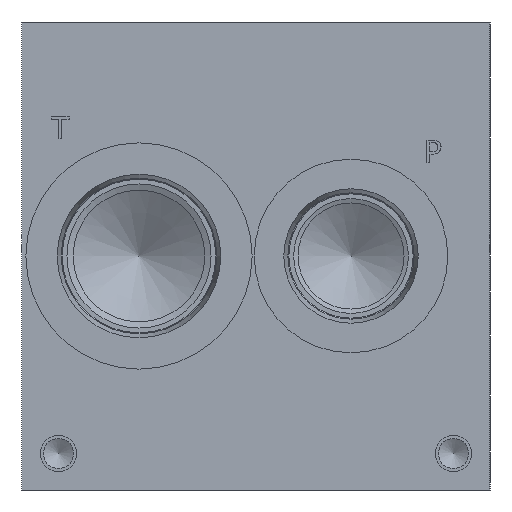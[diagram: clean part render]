
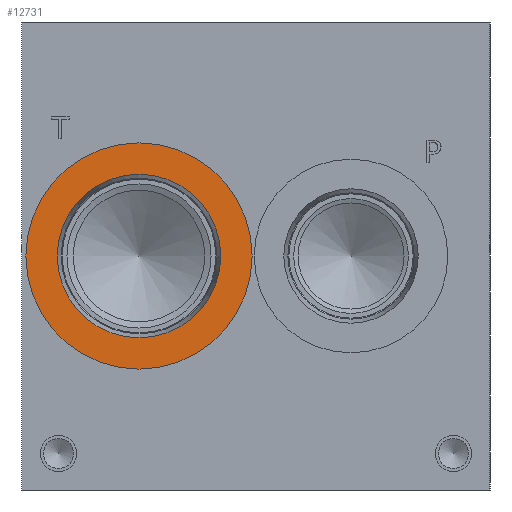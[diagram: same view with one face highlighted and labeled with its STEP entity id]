
A CAD part, left-side view. The second image highlights one B-rep face of the part: STEP entity #12731.
In plain terms, the highlighted planar face has unit normal (-1, 0, 0).
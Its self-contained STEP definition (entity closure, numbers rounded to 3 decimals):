
#231=CIRCLE('',#13327,24.562);
#232=CIRCLE('',#13328,24.562);
#233=CIRCLE('',#13330,17.755);
#234=CIRCLE('',#13331,17.755);
#510=FACE_BOUND('',#2298,.T.);
#1569=FACE_OUTER_BOUND('',#2297,.T.);
#2297=EDGE_LOOP('',(#10675,#10676));
#2298=EDGE_LOOP('',(#10677,#10678));
#5779=VERTEX_POINT('',#21523);
#5780=VERTEX_POINT('',#21525);
#5781=VERTEX_POINT('',#21529);
#5782=VERTEX_POINT('',#21530);
#7479=EDGE_CURVE('',#5779,#5780,#231,.T.);
#7480=EDGE_CURVE('',#5780,#5779,#232,.T.);
#7481=EDGE_CURVE('',#5781,#5782,#233,.T.);
#7482=EDGE_CURVE('',#5782,#5781,#234,.T.);
#10675=ORIENTED_EDGE('',*,*,#7480,.F.);
#10676=ORIENTED_EDGE('',*,*,#7479,.F.);
#10677=ORIENTED_EDGE('',*,*,#7481,.T.);
#10678=ORIENTED_EDGE('',*,*,#7482,.T.);
#11697=PLANE('',#13329);
#12731=ADVANCED_FACE('',(#1569,#510),#11697,.F.);
#13327=AXIS2_PLACEMENT_3D('',#21526,#15624,#15625);
#13328=AXIS2_PLACEMENT_3D('',#21527,#15626,#15627);
#13329=AXIS2_PLACEMENT_3D('',#21528,#15628,#15629);
#13330=AXIS2_PLACEMENT_3D('',#21531,#15630,#15631);
#13331=AXIS2_PLACEMENT_3D('',#21532,#15632,#15633);
#15624=DIRECTION('center_axis',(1.,0.,0.));
#15625=DIRECTION('ref_axis',(0.,0.,-1.));
#15626=DIRECTION('center_axis',(1.,0.,0.));
#15627=DIRECTION('ref_axis',(0.,0.,-1.));
#15628=DIRECTION('center_axis',(1.,0.,0.));
#15629=DIRECTION('ref_axis',(0.,0.,-1.));
#15630=DIRECTION('center_axis',(1.,0.,0.));
#15631=DIRECTION('ref_axis',(0.,0.,-1.));
#15632=DIRECTION('center_axis',(1.,0.,0.));
#15633=DIRECTION('ref_axis',(0.,0.,-1.));
#21523=CARTESIAN_POINT('',(0.787,76.2,26.238));
#21525=CARTESIAN_POINT('',(0.787,76.2,75.362));
#21526=CARTESIAN_POINT('Origin',(0.787,76.2,50.8));
#21527=CARTESIAN_POINT('Origin',(0.787,76.2,50.8));
#21528=CARTESIAN_POINT('Origin',(0.787,76.2,68.555));
#21529=CARTESIAN_POINT('',(0.787,76.2,68.555));
#21530=CARTESIAN_POINT('',(0.787,76.2,33.045));
#21531=CARTESIAN_POINT('Origin',(0.787,76.2,50.8));
#21532=CARTESIAN_POINT('Origin',(0.787,76.2,50.8));
